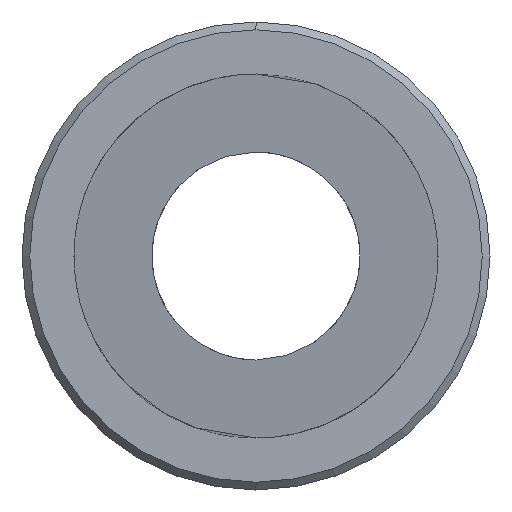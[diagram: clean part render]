
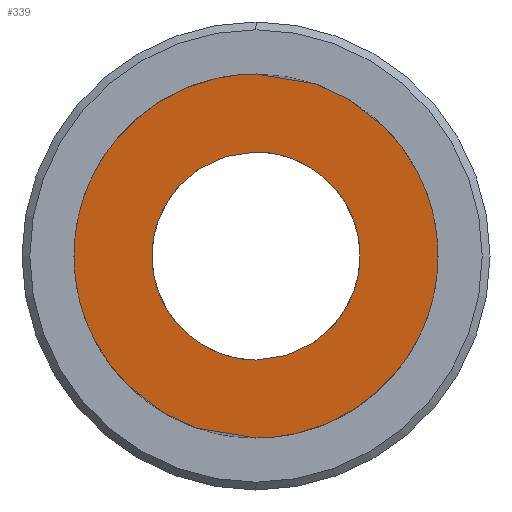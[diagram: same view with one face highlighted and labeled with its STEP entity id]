
A CAD part, left-side view. The second image highlights one B-rep face of the part: STEP entity #339.
In plain terms, the highlighted planar face has unit normal (-0.5, -0.866, 0).
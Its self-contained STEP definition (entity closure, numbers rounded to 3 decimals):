
#37 = CARTESIAN_POINT ( 'NONE',  ( -22.25, 0., 3.5 ) ) ;
#45 = PLANE ( 'NONE',  #178 ) ;
#69 = VERTEX_POINT ( 'NONE', #452 ) ;
#87 = CARTESIAN_POINT ( 'NONE',  ( -15.322, -4., 2. ) ) ;
#88 = CARTESIAN_POINT ( 'NONE',  ( -22.25, 0., 2. ) ) ;
#96 = CARTESIAN_POINT ( 'NONE',  ( -22.25, 0., -2. ) ) ;
#141 = EDGE_LOOP ( 'NONE', ( #152, #495 ) ) ;
#152 = ORIENTED_EDGE ( 'NONE', *, *, #659, .F. ) ;
#160 = VERTEX_POINT ( 'NONE', #660 ) ;
#178 = AXIS2_PLACEMENT_3D ( 'NONE', #545, #647, #246 ) ;
#179 = ORIENTED_EDGE ( 'NONE', *, *, #347, .F. ) ;
#190 = CARTESIAN_POINT ( 'NONE',  ( -10.126, -7., 3.5 ) ) ;
#219 = CARTESIAN_POINT ( 'NONE',  ( -22.25, 0., 3.5 ) ) ;
#246 = DIRECTION ( 'NONE',  ( -0.866, 0.5, 0. ) ) ;
#247 = CARTESIAN_POINT ( 'NONE',  ( -22.25, 0., -3.5 ) ) ;
#257 = CARTESIAN_POINT ( 'NONE',  ( -22.25, 0., -2. ) ) ;
#296 = EDGE_CURVE ( 'NONE', #712, #160, #645, .T. ) ;
#319 = CARTESIAN_POINT ( 'NONE',  ( -29.178, 4., 2. ) ) ;
#327 = CARTESIAN_POINT ( 'NONE',  ( -34.374, 7., 3.5 ) ) ;
#339 = ADVANCED_FACE ( 'NONE', ( #414, #699 ), #45, .F. ) ;
#347 = EDGE_CURVE ( 'NONE', #160, #712, #383, .T. ) ;
#359 =( BOUNDED_CURVE ( )  B_SPLINE_CURVE ( 3, ( #384, #713, #327, #219 ),
 .UNSPECIFIED., .F., .T. ) 
 B_SPLINE_CURVE_WITH_KNOTS ( ( 4, 4 ),
 ( 4.712, 7.854 ),
 .UNSPECIFIED. ) 
 CURVE ( )  GEOMETRIC_REPRESENTATION_ITEM ( )  RATIONAL_B_SPLINE_CURVE ( ( 1., 0.333, 0.333, 1. ) ) 
 REPRESENTATION_ITEM ( '' )  );
#377 = CARTESIAN_POINT ( 'NONE',  ( -22.25, 0., 2. ) ) ;
#383 =( BOUNDED_CURVE ( )  B_SPLINE_CURVE ( 3, ( #96, #478, #87, #697 ),
 .UNSPECIFIED., .F., .F. ) 
 B_SPLINE_CURVE_WITH_KNOTS ( ( 4, 4 ),
 ( 1.571, 4.712 ),
 .UNSPECIFIED. ) 
 CURVE ( )  GEOMETRIC_REPRESENTATION_ITEM ( )  RATIONAL_B_SPLINE_CURVE ( ( 1., 0.333, 0.333, 1. ) ) 
 REPRESENTATION_ITEM ( '' )  );
#384 = CARTESIAN_POINT ( 'NONE',  ( -22.25, 0., -3.5 ) ) ;
#414 = FACE_BOUND ( 'NONE', #631, .T. ) ;
#438 = CARTESIAN_POINT ( 'NONE',  ( -22.25, 0., 3.5 ) ) ;
#452 = CARTESIAN_POINT ( 'NONE',  ( -22.25, 0., -3.5 ) ) ;
#478 = CARTESIAN_POINT ( 'NONE',  ( -15.322, -4., -2. ) ) ;
#493 =( BOUNDED_CURVE ( )  B_SPLINE_CURVE ( 3, ( #37, #190, #588, #247 ),
 .UNSPECIFIED., .F., .T. ) 
 B_SPLINE_CURVE_WITH_KNOTS ( ( 4, 4 ),
 ( 1.571, 4.712 ),
 .UNSPECIFIED. ) 
 CURVE ( )  GEOMETRIC_REPRESENTATION_ITEM ( )  RATIONAL_B_SPLINE_CURVE ( ( 1., 0.333, 0.333, 1. ) ) 
 REPRESENTATION_ITEM ( '' )  );
#495 = ORIENTED_EDGE ( 'NONE', *, *, #586, .F. ) ;
#539 = VERTEX_POINT ( 'NONE', #438 ) ;
#545 = CARTESIAN_POINT ( 'NONE',  ( -31., 5.052, -4.5 ) ) ;
#586 = EDGE_CURVE ( 'NONE', #69, #539, #359, .T. ) ;
#588 = CARTESIAN_POINT ( 'NONE',  ( -10.126, -7., -3.5 ) ) ;
#631 = EDGE_LOOP ( 'NONE', ( #644, #179 ) ) ;
#644 = ORIENTED_EDGE ( 'NONE', *, *, #296, .F. ) ;
#645 =( BOUNDED_CURVE ( )  B_SPLINE_CURVE ( 3, ( #377, #319, #653, #257 ),
 .UNSPECIFIED., .F., .T. ) 
 B_SPLINE_CURVE_WITH_KNOTS ( ( 4, 4 ),
 ( 4.712, 7.854 ),
 .UNSPECIFIED. ) 
 CURVE ( )  GEOMETRIC_REPRESENTATION_ITEM ( )  RATIONAL_B_SPLINE_CURVE ( ( 1., 0.333, 0.333, 1. ) ) 
 REPRESENTATION_ITEM ( '' )  );
#647 = DIRECTION ( 'NONE',  ( 0.5, 0.866, 0. ) ) ;
#653 = CARTESIAN_POINT ( 'NONE',  ( -29.178, 4., -2. ) ) ;
#659 = EDGE_CURVE ( 'NONE', #539, #69, #493, .T. ) ;
#660 = CARTESIAN_POINT ( 'NONE',  ( -22.25, 0., -2. ) ) ;
#697 = CARTESIAN_POINT ( 'NONE',  ( -22.25, 0., 2. ) ) ;
#699 = FACE_OUTER_BOUND ( 'NONE', #141, .T. ) ;
#712 = VERTEX_POINT ( 'NONE', #88 ) ;
#713 = CARTESIAN_POINT ( 'NONE',  ( -34.374, 7., -3.5 ) ) ;
